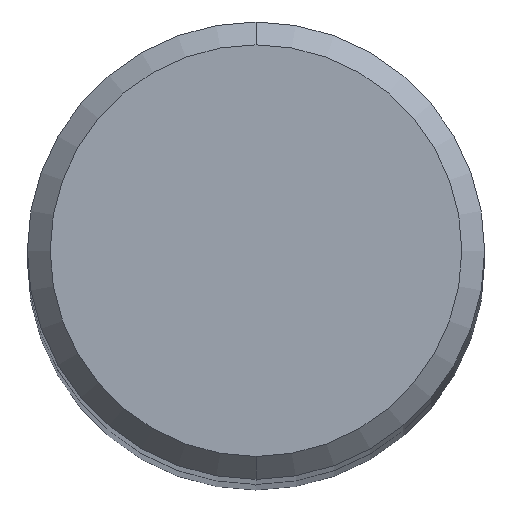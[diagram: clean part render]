
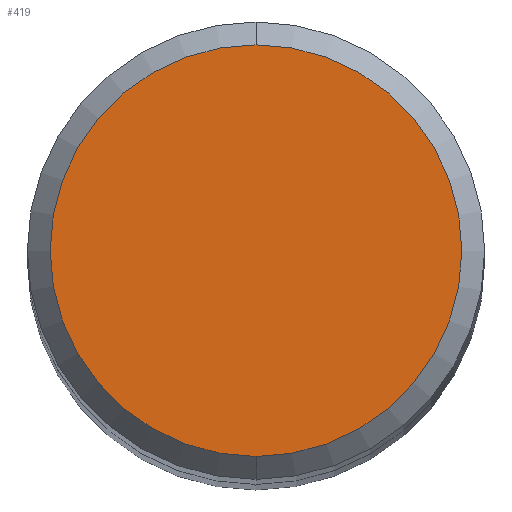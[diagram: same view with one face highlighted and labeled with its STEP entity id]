
A CAD part, top view. The second image highlights one B-rep face of the part: STEP entity #419.
In plain terms, the highlighted planar face has unit normal (0, 0, 1).
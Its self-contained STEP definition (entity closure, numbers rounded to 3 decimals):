
#132=CARTESIAN_POINT('',(0.,0.,36.));
#133=DIRECTION('',(0.,0.,1.));
#134=DIRECTION('',(0.,1.,0.));
#135=AXIS2_PLACEMENT_3D('',#132,#133,#134);
#140=CARTESIAN_POINT('',(0.,0.,36.));
#141=DIRECTION('',(0.,0.,-1.));
#142=DIRECTION('',(0.,1.,0.));
#143=AXIS2_PLACEMENT_3D('',#140,#141,#142);
#292=CARTESIAN_POINT('',(0.,2.7,36.));
#293=VERTEX_POINT('',#292);
#300=CARTESIAN_POINT('',(0.,-2.7,36.));
#301=VERTEX_POINT('',#300);
#410=CARTESIAN_POINT('',(0.,0.,36.));
#411=DIRECTION('',(0.,0.,-1.));
#412=DIRECTION('',(0.,-1.,0.));
#413=AXIS2_PLACEMENT_3D('',#410,#411,#412);
#414=PLANE('',#413);
#415=ORIENTED_EDGE('',*,*,#403,.F.);
#416=ORIENTED_EDGE('',*,*,#392,.T.);
#417=EDGE_LOOP('',(#415,#416));
#418=FACE_OUTER_BOUND('',#417,.F.);
#136=CIRCLE('',#135,2.7);
#144=CIRCLE('',#143,2.7);
#392=EDGE_CURVE('',#293,#301,#144,.T.);
#403=EDGE_CURVE('',#293,#301,#136,.T.);
#419=ADVANCED_FACE('',(#418),#414,.F.);
